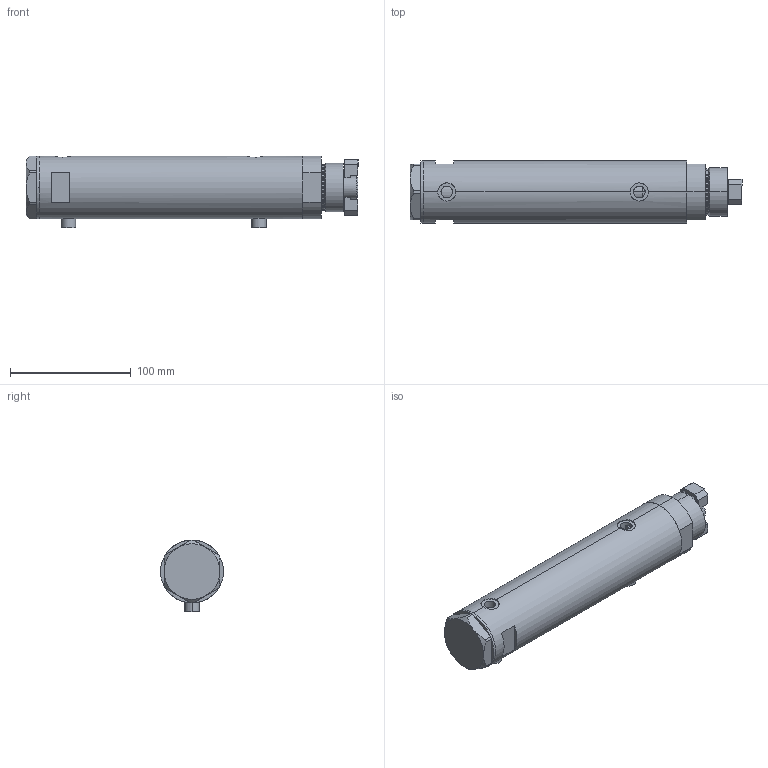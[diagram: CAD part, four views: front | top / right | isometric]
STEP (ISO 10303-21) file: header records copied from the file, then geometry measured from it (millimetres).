
FILE_DESCRIPTION (( 'STEP AP203' ), '1' );
FILE_NAME ('fecc.STEP', '2024-02-11T14:14:36', ( '' ), ( '' ), 'SwSTEP 2.0', 'SolidWorks 2019', '' );
FILE_SCHEMA (( 'CONFIG_CONTROL_DESIGN' ));
Length unit declared in the file: millimetre
Products named in the file (6): V270CG_FRONT c84828f7539b7f070a2512878381c92c; V270CG_VC c84828f7539b7f070a2512878381c92c; V270CG_MIDDLE c84828f7539b7f070a2512878381c92c; V270CG_RF211D c84828f7539b7f070a2512878381c92c; fecc; V270CG_BACK c84828f7539b7f070a2512878381c92c
Assembly tree (6 placements, depth 2):
  fecc
    V270CG_MIDDLE c84828f7539b7f070a2512878381c92c
    V270CG_BACK c84828f7539b7f070a2512878381c92c
    V270CG_FRONT c84828f7539b7f070a2512878381c92c
    V270CG_VC c84828f7539b7f070a2512878381c92c
    V270CG_RF211D c84828f7539b7f070a2512878381c92c  x2
Bounding box: 274.6 x 52 x 59.4 mm (x, y, z)
Volume: 502842.7 mm3; surface area: 110021.7 mm2
Topology: 6 solids, 6 shells, 174 faces, 403 edges, 251 vertices
Faces by surface type: plane 89, cylinder 65, cone 16, torus 4
Entity records: 5583 total; most frequent: CARTESIAN_POINT 1375, DIRECTION 789, ORIENTED_EDGE 706, EDGE_CURVE 353, AXIS2_PLACEMENT_3D 313, VERTEX_POINT 219, EDGE_LOOP 176, VECTOR 163
